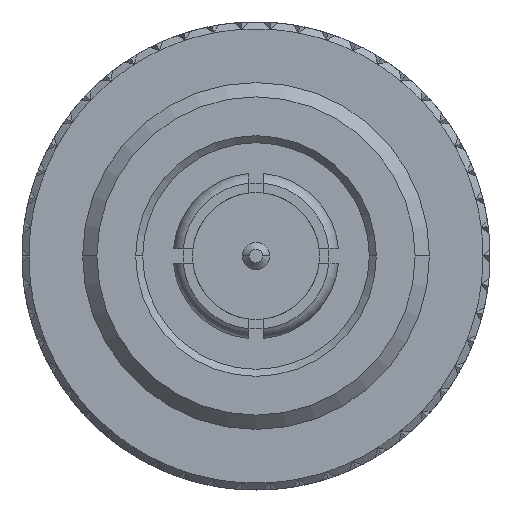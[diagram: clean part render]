
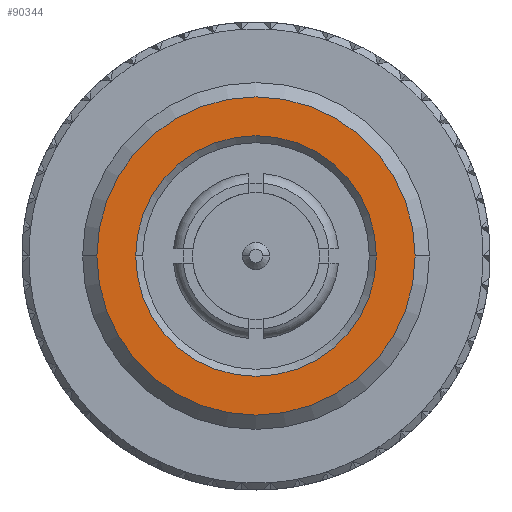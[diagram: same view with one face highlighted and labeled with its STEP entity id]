
A CAD part, left-side view. The second image highlights one B-rep face of the part: STEP entity #90344.
In plain terms, the highlighted planar face has unit normal (-1, 0, 0).
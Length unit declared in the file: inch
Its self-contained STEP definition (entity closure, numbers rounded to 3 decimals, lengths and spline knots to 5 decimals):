
#1718 = CARTESIAN_POINT ( 'NONE',  ( 0., 0.08571, 0. ) ) ;
#2660 = CARTESIAN_POINT ( 'NONE',  ( 0., 0., 0. ) ) ;
#12651 = CIRCLE ( 'NONE', #51590, 0.11335 ) ;
#19258 = ORIENTED_EDGE ( 'NONE', *, *, #30051, .T. ) ;
#22922 = EDGE_CURVE ( 'NONE', #96235, #76796, #82140, .T. ) ;
#24398 = VERTEX_POINT ( 'NONE', #43833 ) ;
#29861 = ORIENTED_EDGE ( 'NONE', *, *, #83681, .T. ) ;
#30051 = EDGE_CURVE ( 'NONE', #76796, #96235, #89723, .T. ) ;
#30533 = AXIS2_PLACEMENT_3D ( 'NONE', #38404, #76689, #39057 ) ;
#34873 = DIRECTION ( 'NONE',  ( -1., 0., 0. ) ) ;
#35414 = EDGE_LOOP ( 'NONE', ( #58032, #19258 ) ) ;
#36172 = FACE_BOUND ( 'NONE', #35414, .T. ) ;
#38404 = CARTESIAN_POINT ( 'NONE',  ( 0., 0., 0. ) ) ;
#39057 = DIRECTION ( 'NONE',  ( 0., 1., 0. ) ) ;
#41704 = AXIS2_PLACEMENT_3D ( 'NONE', #84689, #47370, #69627 ) ;
#41742 = DIRECTION ( 'NONE',  ( 0., -1., 0. ) ) ;
#43833 = CARTESIAN_POINT ( 'NONE',  ( 0., 0.11335, 0. ) ) ;
#44724 = ORIENTED_EDGE ( 'NONE', *, *, #91024, .T. ) ;
#47370 = DIRECTION ( 'NONE',  ( 1., 0., 0. ) ) ;
#49015 = AXIS2_PLACEMENT_3D ( 'NONE', #2660, #63588, #92131 ) ;
#51156 = CARTESIAN_POINT ( 'NONE',  ( 0., 0., 0. ) ) ;
#51590 = AXIS2_PLACEMENT_3D ( 'NONE', #86613, #34873, #41742 ) ;
#54914 = CARTESIAN_POINT ( 'NONE',  ( 0., -0.11335, 0. ) ) ;
#55137 = VERTEX_POINT ( 'NONE', #54914 ) ;
#58032 = ORIENTED_EDGE ( 'NONE', *, *, #22922, .T. ) ;
#62323 = PLANE ( 'NONE',  #49015 ) ;
#63588 = DIRECTION ( 'NONE',  ( 1., 0., 0. ) ) ;
#69627 = DIRECTION ( 'NONE',  ( 0., 1., 0. ) ) ;
#74046 = CIRCLE ( 'NONE', #81282, 0.11335 ) ;
#76689 = DIRECTION ( 'NONE',  ( 1., 0., 0. ) ) ;
#76796 = VERTEX_POINT ( 'NONE', #1718 ) ;
#77207 = FACE_OUTER_BOUND ( 'NONE', #79087, .T. ) ;
#79087 = EDGE_LOOP ( 'NONE', ( #44724, #29861 ) ) ;
#80620 = DIRECTION ( 'NONE',  ( 0., -1., 0. ) ) ;
#81282 = AXIS2_PLACEMENT_3D ( 'NONE', #51156, #96054, #80620 ) ;
#82140 = CIRCLE ( 'NONE', #41704, 0.08571 ) ;
#83681 = EDGE_CURVE ( 'NONE', #55137, #24398, #74046, .T. ) ;
#84689 = CARTESIAN_POINT ( 'NONE',  ( 0., 0., 0. ) ) ;
#86613 = CARTESIAN_POINT ( 'NONE',  ( 0., 0., 0. ) ) ;
#89421 = CARTESIAN_POINT ( 'NONE',  ( 0., -0.08571, 0. ) ) ;
#89723 = CIRCLE ( 'NONE', #30533, 0.08571 ) ;
#90344 = ADVANCED_FACE ( 'NONE', ( #36172, #77207 ), #62323, .F. ) ;
#91024 = EDGE_CURVE ( 'NONE', #24398, #55137, #12651, .T. ) ;
#92131 = DIRECTION ( 'NONE',  ( 0., 1., 0. ) ) ;
#96054 = DIRECTION ( 'NONE',  ( -1., 0., 0. ) ) ;
#96235 = VERTEX_POINT ( 'NONE', #89421 ) ;
